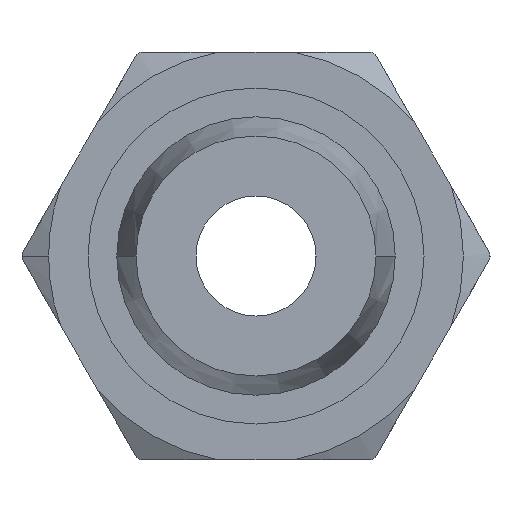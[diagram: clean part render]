
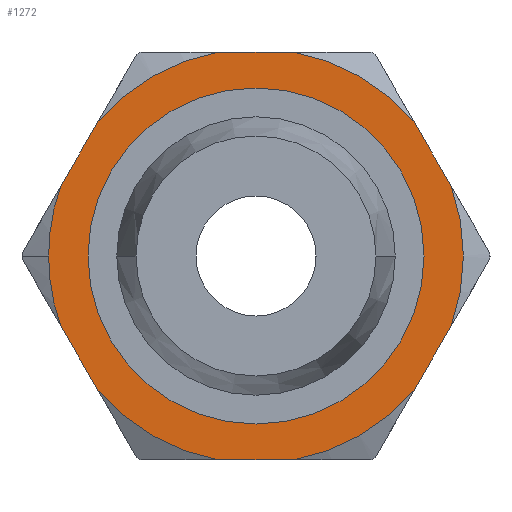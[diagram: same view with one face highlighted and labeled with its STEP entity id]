
A CAD part, left-side view. The second image highlights one B-rep face of the part: STEP entity #1272.
In plain terms, the highlighted planar face has unit normal (-1, 0, 0).
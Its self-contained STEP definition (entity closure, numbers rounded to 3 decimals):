
#26 = VERTEX_POINT ( 'NONE', #91 ) ;
#28 = CARTESIAN_POINT ( 'NONE',  ( -29., 1.556, 8.5 ) ) ;
#36 = LINE ( 'NONE', #1546, #1017 ) ;
#53 = PLANE ( 'NONE',  #1679 ) ;
#77 = VERTEX_POINT ( 'NONE', #1532 ) ;
#85 = CARTESIAN_POINT ( 'NONE',  ( -29., 0., 0. ) ) ;
#91 = CARTESIAN_POINT ( 'NONE',  ( -29., 8.139, 2.903 ) ) ;
#94 = CARTESIAN_POINT ( 'NONE',  ( -29., 0., 0. ) ) ;
#103 = ORIENTED_EDGE ( 'NONE', *, *, #938, .F. ) ;
#114 = VECTOR ( 'NONE', #1974, 1000. ) ;
#123 = VERTEX_POINT ( 'NONE', #1188 ) ;
#140 = AXIS2_PLACEMENT_3D ( 'NONE', #2170, #671, #1063 ) ;
#155 = VECTOR ( 'NONE', #961, 1000. ) ;
#156 = CIRCLE ( 'NONE', #1293, 8.641 ) ;
#248 = CARTESIAN_POINT ( 'NONE',  ( -29., 0., 0. ) ) ;
#254 = VERTEX_POINT ( 'NONE', #497 ) ;
#264 = FACE_OUTER_BOUND ( 'NONE', #1877, .T. ) ;
#294 = CARTESIAN_POINT ( 'NONE',  ( -29., 4.907, -8.5 ) ) ;
#307 = VECTOR ( 'NONE', #1934, 1000. ) ;
#320 = DIRECTION ( 'NONE',  ( 0., 1., 0. ) ) ;
#328 = VERTEX_POINT ( 'NONE', #2179 ) ;
#342 = AXIS2_PLACEMENT_3D ( 'NONE', #85, #2290, #455 ) ;
#350 = EDGE_CURVE ( 'NONE', #1129, #123, #1511, .T. ) ;
#352 = ORIENTED_EDGE ( 'NONE', *, *, #1359, .F. ) ;
#407 = DIRECTION ( 'NONE',  ( 0., 1., 0. ) ) ;
#419 = CIRCLE ( 'NONE', #2145, 7. ) ;
#437 = FACE_BOUND ( 'NONE', #1826, .T. ) ;
#440 = CARTESIAN_POINT ( 'NONE',  ( -29., -4.907, -8.5 ) ) ;
#446 = ORIENTED_EDGE ( 'NONE', *, *, #2028, .T. ) ;
#455 = DIRECTION ( 'NONE',  ( 0., 1., 0. ) ) ;
#461 = CARTESIAN_POINT ( 'NONE',  ( -29., 8.139, -2.903 ) ) ;
#497 = CARTESIAN_POINT ( 'NONE',  ( -29., 6.583, -5.597 ) ) ;
#558 = EDGE_CURVE ( 'NONE', #1285, #1346, #930, .T. ) ;
#563 = DIRECTION ( 'NONE',  ( 0., 1., 0. ) ) ;
#613 = CIRCLE ( 'NONE', #140, 8.641 ) ;
#625 = VECTOR ( 'NONE', #1773, 1000. ) ;
#628 = EDGE_CURVE ( 'NONE', #123, #1489, #1907, .T. ) ;
#636 = VERTEX_POINT ( 'NONE', #1539 ) ;
#671 = DIRECTION ( 'NONE',  ( 1., 0., 0. ) ) ;
#674 = ORIENTED_EDGE ( 'NONE', *, *, #2370, .F. ) ;
#687 = DIRECTION ( 'NONE',  ( 0., 1., 0. ) ) ;
#741 = DIRECTION ( 'NONE',  ( 1., 0., 0. ) ) ;
#752 = CARTESIAN_POINT ( 'NONE',  ( -29., 7., 0. ) ) ;
#767 = CARTESIAN_POINT ( 'NONE',  ( -29., -8.139, -2.903 ) ) ;
#804 = ORIENTED_EDGE ( 'NONE', *, *, #558, .F. ) ;
#821 = DIRECTION ( 'NONE',  ( 1., 0., 0. ) ) ;
#885 = DIRECTION ( 'NONE',  ( 0., 1., 0. ) ) ;
#899 = CIRCLE ( 'NONE', #939, 8.641 ) ;
#930 = CIRCLE ( 'NONE', #2346, 8.641 ) ;
#938 = EDGE_CURVE ( 'NONE', #636, #77, #2309, .T. ) ;
#939 = AXIS2_PLACEMENT_3D ( 'NONE', #2167, #1600, #1614 ) ;
#961 = DIRECTION ( 'NONE',  ( 0., -1., 0. ) ) ;
#963 = ORIENTED_EDGE ( 'NONE', *, *, #2385, .F. ) ;
#964 = CARTESIAN_POINT ( 'NONE',  ( -29., 6.583, 5.597 ) ) ;
#992 = LINE ( 'NONE', #1589, #625 ) ;
#1002 = DIRECTION ( 'NONE',  ( 0., -1., 0. ) ) ;
#1017 = VECTOR ( 'NONE', #1365, 1000. ) ;
#1019 = CARTESIAN_POINT ( 'NONE',  ( -29., 9.815, 0. ) ) ;
#1041 = DIRECTION ( 'NONE',  ( 0., -0.5, 0.866 ) ) ;
#1058 = CIRCLE ( 'NONE', #1727, 8.641 ) ;
#1063 = DIRECTION ( 'NONE',  ( 0., 1., 0. ) ) ;
#1066 = LINE ( 'NONE', #294, #114 ) ;
#1070 = ORIENTED_EDGE ( 'NONE', *, *, #1236, .F. ) ;
#1095 = VERTEX_POINT ( 'NONE', #964 ) ;
#1129 = VERTEX_POINT ( 'NONE', #28 ) ;
#1142 = CARTESIAN_POINT ( 'NONE',  ( -29., -6.583, -5.597 ) ) ;
#1145 = VERTEX_POINT ( 'NONE', #767 ) ;
#1188 = CARTESIAN_POINT ( 'NONE',  ( -29., -1.556, 8.5 ) ) ;
#1202 = LINE ( 'NONE', #1019, #1646 ) ;
#1204 = CIRCLE ( 'NONE', #2386, 8.641 ) ;
#1227 = CARTESIAN_POINT ( 'NONE',  ( -29., 0., 0. ) ) ;
#1236 = EDGE_CURVE ( 'NONE', #1489, #328, #992, .T. ) ;
#1244 = ORIENTED_EDGE ( 'NONE', *, *, #628, .F. ) ;
#1268 = CARTESIAN_POINT ( 'NONE',  ( -29., 0., 0. ) ) ;
#1272 = ADVANCED_FACE ( 'NONE', ( #437, #264 ), #53, .T. ) ;
#1285 = VERTEX_POINT ( 'NONE', #461 ) ;
#1293 = AXIS2_PLACEMENT_3D ( 'NONE', #94, #2135, #687 ) ;
#1346 = VERTEX_POINT ( 'NONE', #1525 ) ;
#1359 = EDGE_CURVE ( 'NONE', #1145, #2232, #36, .T. ) ;
#1365 = DIRECTION ( 'NONE',  ( 0., 0.5, -0.866 ) ) ;
#1381 = VERTEX_POINT ( 'NONE', #752 ) ;
#1449 = EDGE_CURVE ( 'NONE', #328, #1145, #899, .T. ) ;
#1470 = ORIENTED_EDGE ( 'NONE', *, *, #1808, .T. ) ;
#1489 = VERTEX_POINT ( 'NONE', #2419 ) ;
#1499 = CARTESIAN_POINT ( 'NONE',  ( -29., 4.907, 8.5 ) ) ;
#1511 = LINE ( 'NONE', #1499, #155 ) ;
#1517 = ORIENTED_EDGE ( 'NONE', *, *, #2324, .F. ) ;
#1518 = CIRCLE ( 'NONE', #2106, 7. ) ;
#1525 = CARTESIAN_POINT ( 'NONE',  ( -29., 8.641, 0. ) ) ;
#1532 = CARTESIAN_POINT ( 'NONE',  ( -29., 1.556, -8.5 ) ) ;
#1539 = CARTESIAN_POINT ( 'NONE',  ( -29., -1.556, -8.5 ) ) ;
#1546 = CARTESIAN_POINT ( 'NONE',  ( -29., -9.815, 0. ) ) ;
#1578 = CARTESIAN_POINT ( 'NONE',  ( -29., 8.641, 0. ) ) ;
#1585 = CARTESIAN_POINT ( 'NONE',  ( -29., 0., 0. ) ) ;
#1589 = CARTESIAN_POINT ( 'NONE',  ( -29., -4.907, 8.5 ) ) ;
#1599 = DIRECTION ( 'NONE',  ( 1., 0., 0. ) ) ;
#1600 = DIRECTION ( 'NONE',  ( 1., 0., 0. ) ) ;
#1614 = DIRECTION ( 'NONE',  ( 0., 1., 0. ) ) ;
#1646 = VECTOR ( 'NONE', #1041, 1000. ) ;
#1655 = EDGE_CURVE ( 'NONE', #77, #254, #613, .T. ) ;
#1679 = AXIS2_PLACEMENT_3D ( 'NONE', #1578, #1932, #1002 ) ;
#1727 = AXIS2_PLACEMENT_3D ( 'NONE', #1227, #1999, #320 ) ;
#1748 = ORIENTED_EDGE ( 'NONE', *, *, #2134, .F. ) ;
#1759 = CARTESIAN_POINT ( 'NONE',  ( -29., -7., 0. ) ) ;
#1773 = DIRECTION ( 'NONE',  ( 0., -0.5, -0.866 ) ) ;
#1780 = ORIENTED_EDGE ( 'NONE', *, *, #1655, .F. ) ;
#1808 = EDGE_CURVE ( 'NONE', #1881, #1381, #419, .T. ) ;
#1825 = DIRECTION ( 'NONE',  ( 0., 1., 0. ) ) ;
#1826 = EDGE_LOOP ( 'NONE', ( #446, #1470 ) ) ;
#1869 = ORIENTED_EDGE ( 'NONE', *, *, #350, .F. ) ;
#1877 = EDGE_LOOP ( 'NONE', ( #1780, #103, #674, #352, #2391, #1070, #1244, #1869, #1517, #963, #1748, #804, #1917 ) ) ;
#1881 = VERTEX_POINT ( 'NONE', #1759 ) ;
#1907 = CIRCLE ( 'NONE', #342, 8.641 ) ;
#1917 = ORIENTED_EDGE ( 'NONE', *, *, #2372, .F. ) ;
#1932 = DIRECTION ( 'NONE',  ( -1., 0., 0. ) ) ;
#1934 = DIRECTION ( 'NONE',  ( 0., 1., 0. ) ) ;
#1974 = DIRECTION ( 'NONE',  ( 0., 0.5, 0.866 ) ) ;
#1999 = DIRECTION ( 'NONE',  ( 1., 0., 0. ) ) ;
#2010 = DIRECTION ( 'NONE',  ( 1., 0., 0. ) ) ;
#2028 = EDGE_CURVE ( 'NONE', #1381, #1881, #1518, .T. ) ;
#2106 = AXIS2_PLACEMENT_3D ( 'NONE', #1585, #1599, #885 ) ;
#2134 = EDGE_CURVE ( 'NONE', #1346, #26, #1204, .T. ) ;
#2135 = DIRECTION ( 'NONE',  ( 1., 0., 0. ) ) ;
#2145 = AXIS2_PLACEMENT_3D ( 'NONE', #2249, #741, #563 ) ;
#2167 = CARTESIAN_POINT ( 'NONE',  ( -29., 0., 0. ) ) ;
#2170 = CARTESIAN_POINT ( 'NONE',  ( -29., 0., 0. ) ) ;
#2179 = CARTESIAN_POINT ( 'NONE',  ( -29., -8.139, 2.903 ) ) ;
#2232 = VERTEX_POINT ( 'NONE', #1142 ) ;
#2249 = CARTESIAN_POINT ( 'NONE',  ( -29., 0., 0. ) ) ;
#2290 = DIRECTION ( 'NONE',  ( 1., 0., 0. ) ) ;
#2309 = LINE ( 'NONE', #440, #307 ) ;
#2324 = EDGE_CURVE ( 'NONE', #1095, #1129, #156, .T. ) ;
#2346 = AXIS2_PLACEMENT_3D ( 'NONE', #248, #821, #407 ) ;
#2370 = EDGE_CURVE ( 'NONE', #2232, #636, #1058, .T. ) ;
#2372 = EDGE_CURVE ( 'NONE', #254, #1285, #1066, .T. ) ;
#2385 = EDGE_CURVE ( 'NONE', #26, #1095, #1202, .T. ) ;
#2386 = AXIS2_PLACEMENT_3D ( 'NONE', #1268, #2010, #1825 ) ;
#2391 = ORIENTED_EDGE ( 'NONE', *, *, #1449, .F. ) ;
#2419 = CARTESIAN_POINT ( 'NONE',  ( -29., -6.583, 5.597 ) ) ;
